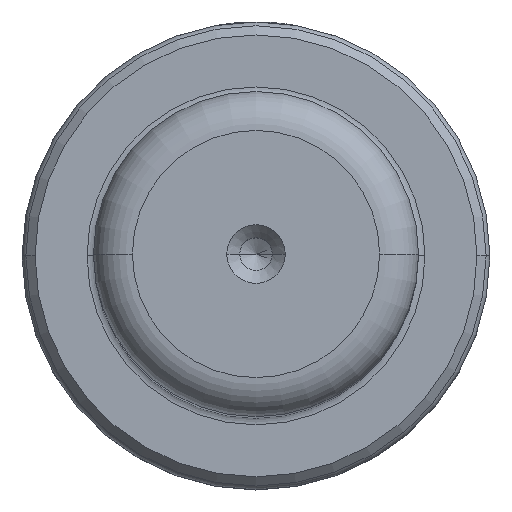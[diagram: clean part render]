
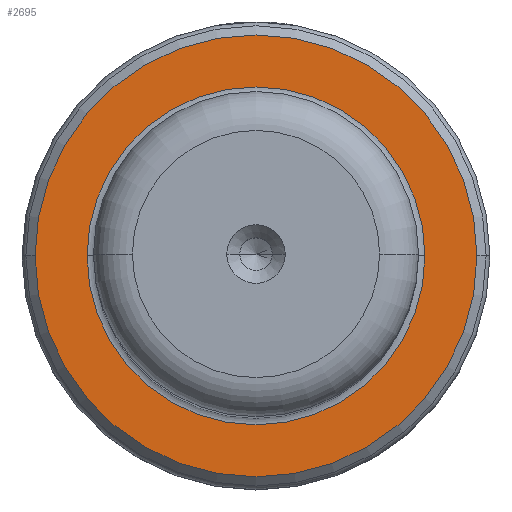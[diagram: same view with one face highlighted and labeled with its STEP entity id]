
A CAD part, top view. The second image highlights one B-rep face of the part: STEP entity #2695.
In plain terms, the highlighted planar face has unit normal (0, 0, 1).
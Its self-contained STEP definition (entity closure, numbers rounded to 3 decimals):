
#27 = DIRECTION ( 'NONE',  ( 0., 0., 1. ) ) ;
#45 = FACE_BOUND ( 'NONE', #1832, .T. ) ;
#100 = VERTEX_POINT ( 'NONE', #1569 ) ;
#108 = VERTEX_POINT ( 'NONE', #576 ) ;
#276 = ORIENTED_EDGE ( 'NONE', *, *, #2570, .T. ) ;
#333 = PLANE ( 'NONE',  #780 ) ;
#576 = CARTESIAN_POINT ( 'NONE',  ( -13., 0., 26. ) ) ;
#666 = DIRECTION ( 'NONE',  ( -1., 0., 0. ) ) ;
#739 = EDGE_CURVE ( 'NONE', #100, #108, #1635, .T. ) ;
#780 = AXIS2_PLACEMENT_3D ( 'NONE', #860, #27, #1059 ) ;
#832 = DIRECTION ( 'NONE',  ( 0., 0., 1. ) ) ;
#860 = CARTESIAN_POINT ( 'NONE',  ( 0., 0., 26. ) ) ;
#912 = CARTESIAN_POINT ( 'NONE',  ( 0., 0., 26. ) ) ;
#965 = DIRECTION ( 'NONE',  ( -1., 0., 0. ) ) ;
#1059 = DIRECTION ( 'NONE',  ( 1., 0., 0. ) ) ;
#1077 = FACE_OUTER_BOUND ( 'NONE', #2845, .T. ) ;
#1268 = AXIS2_PLACEMENT_3D ( 'NONE', #912, #1933, #666 ) ;
#1515 = CARTESIAN_POINT ( 'NONE',  ( -17., 0., 26. ) ) ;
#1569 = CARTESIAN_POINT ( 'NONE',  ( 13., 0., 26. ) ) ;
#1635 = CIRCLE ( 'NONE', #1268, 13. ) ;
#1676 = AXIS2_PLACEMENT_3D ( 'NONE', #3247, #2219, #965 ) ;
#1684 = ORIENTED_EDGE ( 'NONE', *, *, #2457, .T. ) ;
#1706 = CARTESIAN_POINT ( 'NONE',  ( 0., 0., 26. ) ) ;
#1832 = EDGE_LOOP ( 'NONE', ( #2999, #2728 ) ) ;
#1891 = CARTESIAN_POINT ( 'NONE',  ( 17., 0., 26. ) ) ;
#1933 = DIRECTION ( 'NONE',  ( 0., 0., -1. ) ) ;
#1946 = DIRECTION ( 'NONE',  ( 0., 0., 1. ) ) ;
#1951 = CIRCLE ( 'NONE', #1676, 13. ) ;
#2186 = EDGE_CURVE ( 'NONE', #108, #100, #1951, .T. ) ;
#2219 = DIRECTION ( 'NONE',  ( 0., 0., -1. ) ) ;
#2313 = VERTEX_POINT ( 'NONE', #1515 ) ;
#2354 = DIRECTION ( 'NONE',  ( 1., 0., 0. ) ) ;
#2359 = VERTEX_POINT ( 'NONE', #1891 ) ;
#2366 = CIRCLE ( 'NONE', #3221, 17. ) ;
#2411 = DIRECTION ( 'NONE',  ( 1., 0., 0. ) ) ;
#2457 = EDGE_CURVE ( 'NONE', #2313, #2359, #2366, .T. ) ;
#2570 = EDGE_CURVE ( 'NONE', #2359, #2313, #3101, .T. ) ;
#2599 = CARTESIAN_POINT ( 'NONE',  ( 0., 0., 26. ) ) ;
#2659 = AXIS2_PLACEMENT_3D ( 'NONE', #1706, #1946, #2411 ) ;
#2695 = ADVANCED_FACE ( 'NONE', ( #45, #1077 ), #333, .T. ) ;
#2728 = ORIENTED_EDGE ( 'NONE', *, *, #739, .T. ) ;
#2845 = EDGE_LOOP ( 'NONE', ( #1684, #276 ) ) ;
#2999 = ORIENTED_EDGE ( 'NONE', *, *, #2186, .T. ) ;
#3101 = CIRCLE ( 'NONE', #2659, 17. ) ;
#3221 = AXIS2_PLACEMENT_3D ( 'NONE', #2599, #832, #2354 ) ;
#3247 = CARTESIAN_POINT ( 'NONE',  ( 0., 0., 26. ) ) ;
